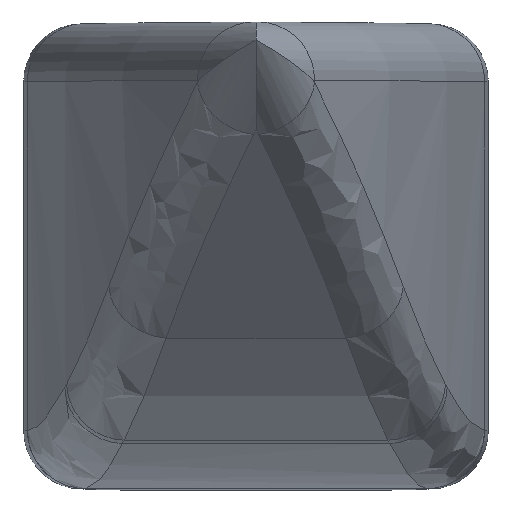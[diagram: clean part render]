
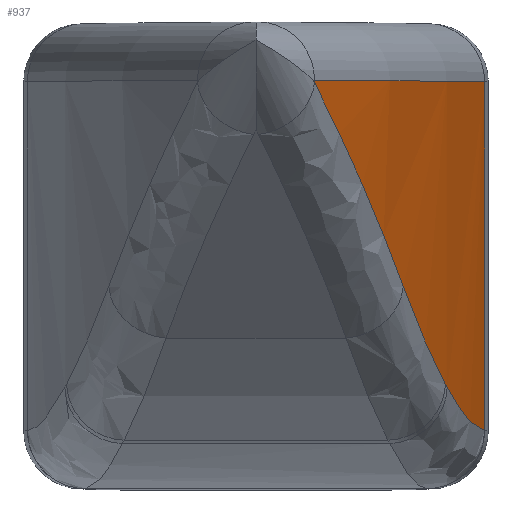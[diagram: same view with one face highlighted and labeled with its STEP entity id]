
A CAD part, top view. The second image highlights one B-rep face of the part: STEP entity #937.
In plain terms, the highlighted cylindrical face has radius 2850 mm (diameter 5700 mm), a partial arc.
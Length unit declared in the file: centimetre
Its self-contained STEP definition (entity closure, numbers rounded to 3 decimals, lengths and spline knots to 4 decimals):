
#53=ELLIPSE('',#1041,319.8368,285.);
#55=ELLIPSE('',#1045,294.7712,285.);
#81=B_SPLINE_CURVE_WITH_KNOTS('',3,(#1966,#1967,#1968,#1969),
 .UNSPECIFIED.,.F.,.F.,(4,4),(0.,12.9623),.UNSPECIFIED.);
#83=B_SPLINE_CURVE_WITH_KNOTS('',3,(#2043,#2044,#2045,#2046,#2047),
 .UNSPECIFIED.,.F.,.F.,(4,1,4),(0.,6.7157,15.67),
 .UNSPECIFIED.);
#113=LINE('',#1435,#140);
#120=LINE('',#2209,#147);
#140=VECTOR('',#1180,1.);
#147=VECTOR('',#1261,285.);
#168=CYLINDRICAL_SURFACE('',#1058,285.);
#211=FACE_OUTER_BOUND('',#275,.T.);
#275=EDGE_LOOP('',(#736,#737,#738,#739,#740,#741,#742,#743));
#337=CIRCLE('',#1028,285.);
#348=CIRCLE('',#1049,285.);
#391=VERTEX_POINT('',#1421);
#394=VERTEX_POINT('',#1429);
#402=VERTEX_POINT('',#1468);
#405=VERTEX_POINT('',#1475);
#418=VERTEX_POINT('',#1895);
#420=VERTEX_POINT('',#1927);
#422=VERTEX_POINT('',#1964);
#424=VERTEX_POINT('',#1999);
#488=EDGE_CURVE('',#391,#394,#113,.T.);
#498=EDGE_CURVE('',#394,#402,#337,.T.);
#523=EDGE_CURVE('',#420,#418,#53,.T.);
#527=EDGE_CURVE('',#422,#420,#81,.T.);
#529=EDGE_CURVE('',#424,#422,#55,.T.);
#532=EDGE_CURVE('',#402,#424,#83,.T.);
#534=EDGE_CURVE('',#405,#391,#348,.T.);
#546=EDGE_CURVE('',#405,#418,#120,.T.);
#736=ORIENTED_EDGE('',*,*,#488,.F.);
#737=ORIENTED_EDGE('',*,*,#534,.F.);
#738=ORIENTED_EDGE('',*,*,#546,.T.);
#739=ORIENTED_EDGE('',*,*,#523,.F.);
#740=ORIENTED_EDGE('',*,*,#527,.F.);
#741=ORIENTED_EDGE('',*,*,#529,.F.);
#742=ORIENTED_EDGE('',*,*,#532,.F.);
#743=ORIENTED_EDGE('',*,*,#498,.F.);
#937=ADVANCED_FACE('',(#211),#168,.T.);
#1028=AXIS2_PLACEMENT_3D('',#1469,#1195,#1196);
#1041=AXIS2_PLACEMENT_3D('',#1929,#1225,#1226);
#1045=AXIS2_PLACEMENT_3D('',#2001,#1233,#1234);
#1049=AXIS2_PLACEMENT_3D('',#2050,#1241,#1242);
#1058=AXIS2_PLACEMENT_3D('',#2208,#1259,#1260);
#1180=DIRECTION('',(0.,-1.,0.));
#1195=DIRECTION('center_axis',(0.,-1.,0.));
#1196=DIRECTION('ref_axis',(0.997,0.,0.081));
#1225=DIRECTION('center_axis',(0.,-0.891,
0.454));
#1226=DIRECTION('ref_axis',(0.,0.454,0.891));
#1233=DIRECTION('center_axis',(0.,-0.967,0.255));
#1234=DIRECTION('ref_axis',(0.,0.255,0.967));
#1241=DIRECTION('center_axis',(0.,1.,0.));
#1242=DIRECTION('ref_axis',(0.986,0.,0.164));
#1259=DIRECTION('center_axis',(0.,-1.,0.));
#1260=DIRECTION('ref_axis',(0.997,0.,0.077));
#1261=DIRECTION('',(0.,-1.,0.));
#1421=CARTESIAN_POINT('',(21.8192,7.25,-58.0632));
#1429=CARTESIAN_POINT('',(21.8192,-9.25,-58.0632));
#1435=CARTESIAN_POINT('',(21.8192,-6.5,-58.0632));
#1468=CARTESIAN_POINT('',(21.81,-9.25,-57.9556));
#1469=CARTESIAN_POINT('Origin',(-262.1505,-9.25,-82.2752));
#1475=CARTESIAN_POINT('',(13.7714,7.25,-10.9161));
#1895=CARTESIAN_POINT('',(13.7714,7.1242,-10.9161));
#1927=CARTESIAN_POINT('',(17.9712,-2.4783,-29.7697));
#1929=CARTESIAN_POINT('Origin',(-262.1505,-29.2206,-82.2752));
#1964=CARTESIAN_POINT('',(19.9632,-7.0759,-41.8171));
#1966=CARTESIAN_POINT('Ctrl Pts',(19.9632,-7.0759,-41.8171));
#1967=CARTESIAN_POINT('Ctrl Pts',(19.3644,-5.9731,-37.6415));
#1968=CARTESIAN_POINT('Ctrl Pts',(18.6886,-4.4275,-33.5967));
#1969=CARTESIAN_POINT('Ctrl Pts',(17.9712,-2.4783,-29.7697));
#1999=CARTESIAN_POINT('',(20.0477,-7.2325,-42.4102));
#2001=CARTESIAN_POINT('Origin',(-262.1505,-17.7606,-82.2752));
#2043=CARTESIAN_POINT('Ctrl Pts',(21.81,-9.25,-57.9556));
#2044=CARTESIAN_POINT('Ctrl Pts',(21.6171,-9.25,-55.7034));
#2045=CARTESIAN_POINT('Ctrl Pts',(21.1044,-8.9584,-50.4537));
#2046=CARTESIAN_POINT('Ctrl Pts',(20.4553,-7.9945,-45.2955));
#2047=CARTESIAN_POINT('Ctrl Pts',(20.0477,-7.2325,-42.4102));
#2050=CARTESIAN_POINT('Origin',(-262.1505,7.25,-82.2752));
#2208=CARTESIAN_POINT('Origin',(-262.1505,-6.5,-82.2752));
#2209=CARTESIAN_POINT('',(13.7714,-6.5,-10.9161));
